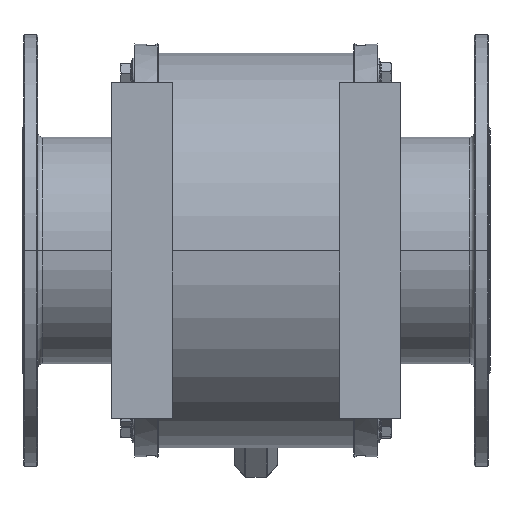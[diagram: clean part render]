
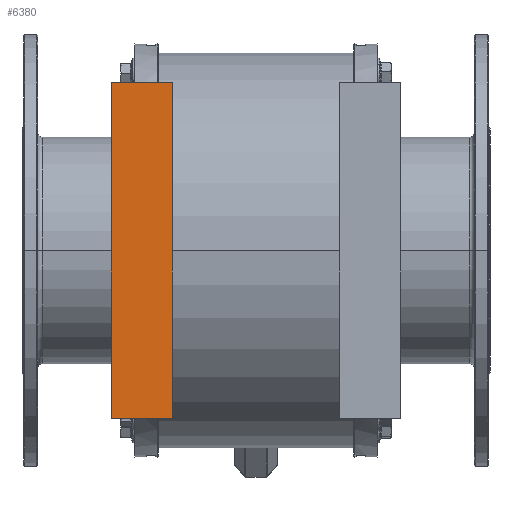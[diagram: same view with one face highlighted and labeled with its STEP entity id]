
A CAD part, front view. The second image highlights one B-rep face of the part: STEP entity #6380.
In plain terms, the highlighted planar face has unit normal (0, -1, 0).
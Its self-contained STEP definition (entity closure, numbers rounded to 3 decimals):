
#814 = CARTESIAN_POINT ( 'NONE',  ( -130., -330., 0. ) ) ;
#833 = VECTOR ( 'NONE', #5199, 1000. ) ;
#1184 = CARTESIAN_POINT ( 'NONE',  ( -130., -330., -180. ) ) ;
#1669 = EDGE_CURVE ( 'NONE', #6665, #7383, #3837, .T. ) ;
#1805 = VECTOR ( 'NONE', #11628, 1000. ) ;
#2112 = DIRECTION ( 'NONE',  ( 0., 0., 1. ) ) ;
#2380 = EDGE_CURVE ( 'NONE', #7966, #6665, #9785, .T. ) ;
#2610 = CARTESIAN_POINT ( 'NONE',  ( -90., -330., -180. ) ) ;
#2958 = CARTESIAN_POINT ( 'NONE',  ( -155., -330., -180. ) ) ;
#3495 = EDGE_CURVE ( 'NONE', #7966, #11768, #6204, .T. ) ;
#3837 = LINE ( 'NONE', #9009, #6538 ) ;
#4740 = DIRECTION ( 'NONE',  ( 1., 0., 0. ) ) ;
#5099 = PLANE ( 'NONE',  #10385 ) ;
#5164 = FACE_OUTER_BOUND ( 'NONE', #12723, .T. ) ;
#5199 = DIRECTION ( 'NONE',  ( 1., 0., 0. ) ) ;
#5567 = CARTESIAN_POINT ( 'NONE',  ( -155., -330., -180. ) ) ;
#5903 = CARTESIAN_POINT ( 'NONE',  ( -90., -330., 180. ) ) ;
#6204 = LINE ( 'NONE', #1184, #833 ) ;
#6276 = CARTESIAN_POINT ( 'NONE',  ( -90., -330., -180. ) ) ;
#6380 = ADVANCED_FACE ( 'NONE', ( #5164 ), #5099, .F. ) ;
#6538 = VECTOR ( 'NONE', #4740, 1000. ) ;
#6665 = VERTEX_POINT ( 'NONE', #12948 ) ;
#7383 = VERTEX_POINT ( 'NONE', #5903 ) ;
#7748 = LINE ( 'NONE', #2610, #1805 ) ;
#7966 = VERTEX_POINT ( 'NONE', #2958 ) ;
#9009 = CARTESIAN_POINT ( 'NONE',  ( -130., -330., 180. ) ) ;
#9227 = EDGE_CURVE ( 'NONE', #11768, #7383, #7748, .T. ) ;
#9236 = ORIENTED_EDGE ( 'NONE', *, *, #2380, .F. ) ;
#9445 = ORIENTED_EDGE ( 'NONE', *, *, #1669, .F. ) ;
#9785 = LINE ( 'NONE', #5567, #10457 ) ;
#10385 = AXIS2_PLACEMENT_3D ( 'NONE', #814, #12249, #2112 ) ;
#10457 = VECTOR ( 'NONE', #12977, 1000. ) ;
#11628 = DIRECTION ( 'NONE',  ( 0., 0., 1. ) ) ;
#11768 = VERTEX_POINT ( 'NONE', #6276 ) ;
#12240 = ORIENTED_EDGE ( 'NONE', *, *, #3495, .T. ) ;
#12249 = DIRECTION ( 'NONE',  ( 0., 1., 0. ) ) ;
#12284 = ORIENTED_EDGE ( 'NONE', *, *, #9227, .T. ) ;
#12723 = EDGE_LOOP ( 'NONE', ( #12240, #12284, #9445, #9236 ) ) ;
#12948 = CARTESIAN_POINT ( 'NONE',  ( -155., -330., 180. ) ) ;
#12977 = DIRECTION ( 'NONE',  ( 0., 0., 1. ) ) ;
